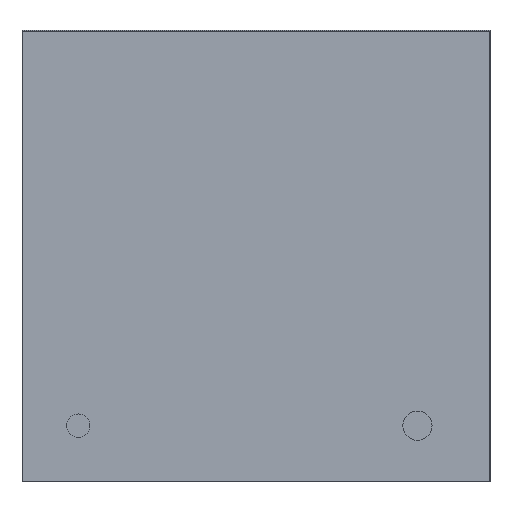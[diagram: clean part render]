
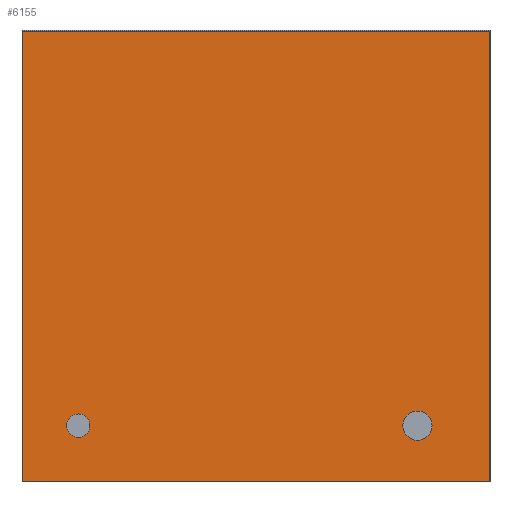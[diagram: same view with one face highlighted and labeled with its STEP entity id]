
A CAD part, front view. The second image highlights one B-rep face of the part: STEP entity #6155.
In plain terms, the highlighted planar face has unit normal (0, -1, 0).
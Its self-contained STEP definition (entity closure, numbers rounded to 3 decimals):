
#258=FACE_OUTER_BOUND('',#640,.T.);
#640=EDGE_LOOP('',(#4149,#4150,#4151,#4152));
#1042=LINE('',#8872,#1827);
#1046=LINE('',#8880,#1831);
#1049=LINE('',#8886,#1834);
#1052=LINE('',#8891,#1837);
#1827=VECTOR('',#7133,10.);
#1831=VECTOR('',#7139,10.);
#1834=VECTOR('',#7144,10.);
#1837=VECTOR('',#7149,10.);
#2596=VERTEX_POINT('',#8870);
#2597=VERTEX_POINT('',#8871);
#2600=VERTEX_POINT('',#8879);
#2602=VERTEX_POINT('',#8885);
#3204=EDGE_CURVE('',#2596,#2597,#1042,.T.);
#3208=EDGE_CURVE('',#2600,#2596,#1046,.T.);
#3211=EDGE_CURVE('',#2602,#2600,#1049,.T.);
#3214=EDGE_CURVE('',#2597,#2602,#1052,.T.);
#4149=ORIENTED_EDGE('',*,*,#3214,.F.);
#4150=ORIENTED_EDGE('',*,*,#3204,.F.);
#4151=ORIENTED_EDGE('',*,*,#3208,.F.);
#4152=ORIENTED_EDGE('',*,*,#3211,.F.);
#5812=PLANE('',#6596);
#6155=ADVANCED_FACE('',(#258),#5812,.F.);
#6596=AXIS2_PLACEMENT_3D('',#8894,#7153,#7154);
#7133=DIRECTION('',(1.,0.,0.));
#7139=DIRECTION('',(0.,0.,1.));
#7144=DIRECTION('',(-1.,0.,0.));
#7149=DIRECTION('',(0.,0.,-1.));
#7153=DIRECTION('center_axis',(0.,1.,0.));
#7154=DIRECTION('ref_axis',(0.,0.,1.));
#8870=CARTESIAN_POINT('',(-400.,0.,17.4));
#8871=CARTESIAN_POINT('',(400.,0.,17.4));
#8872=CARTESIAN_POINT('',(-400.,0.,17.4));
#8879=CARTESIAN_POINT('',(-400.,0.,-752.6));
#8880=CARTESIAN_POINT('',(-400.,0.,-752.6));
#8885=CARTESIAN_POINT('',(400.,0.,-752.6));
#8886=CARTESIAN_POINT('',(400.,0.,-752.6));
#8891=CARTESIAN_POINT('',(400.,0.,17.4));
#8894=CARTESIAN_POINT('Origin',(0.,0.,-367.6));
